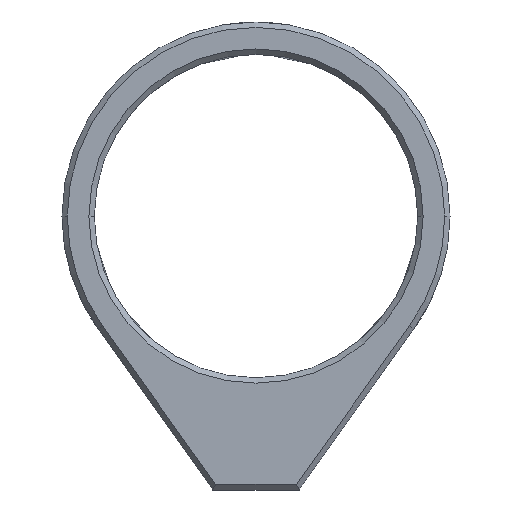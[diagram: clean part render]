
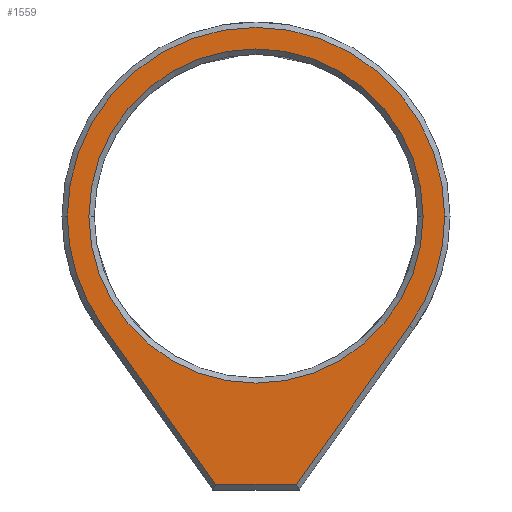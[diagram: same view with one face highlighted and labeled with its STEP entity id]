
A CAD part, top view. The second image highlights one B-rep face of the part: STEP entity #1559.
In plain terms, the highlighted planar face has unit normal (0, 0, 1).
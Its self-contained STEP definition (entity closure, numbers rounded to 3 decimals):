
#81 = PLANE ( 'NONE',  #1550 ) ;
#82 = DIRECTION ( 'NONE',  ( 1., 0., 0. ) ) ;
#91 = CARTESIAN_POINT ( 'NONE',  ( 0., 0., 0. ) ) ;
#98 = VERTEX_POINT ( 'NONE', #608 ) ;
#134 = CARTESIAN_POINT ( 'NONE',  ( 15.5, 0., 0. ) ) ;
#155 = VERTEX_POINT ( 'NONE', #288 ) ;
#161 = ORIENTED_EDGE ( 'NONE', *, *, #2463, .T. ) ;
#254 = VERTEX_POINT ( 'NONE', #134 ) ;
#260 = DIRECTION ( 'NONE',  ( 1., 0., 0. ) ) ;
#270 = VECTOR ( 'NONE', #545, 1000. ) ;
#272 = CARTESIAN_POINT ( 'NONE',  ( 0., 0., 0. ) ) ;
#288 = CARTESIAN_POINT ( 'NONE',  ( -3.742, -24.9, 0. ) ) ;
#358 = ORIENTED_EDGE ( 'NONE', *, *, #1800, .T. ) ;
#364 = DIRECTION ( 'NONE',  ( 0., 0., -1. ) ) ;
#410 = AXIS2_PLACEMENT_3D ( 'NONE', #1414, #842, #2437 ) ;
#417 = FACE_OUTER_BOUND ( 'NONE', #2005, .T. ) ;
#432 = DIRECTION ( 'NONE',  ( 1., 0., 0. ) ) ;
#449 = DIRECTION ( 'NONE',  ( 0., 0., 1. ) ) ;
#450 = AXIS2_PLACEMENT_3D ( 'NONE', #590, #364, #1173 ) ;
#467 = VERTEX_POINT ( 'NONE', #2458 ) ;
#476 = ORIENTED_EDGE ( 'NONE', *, *, #1558, .T. ) ;
#488 = AXIS2_PLACEMENT_3D ( 'NONE', #1249, #1024, #82 ) ;
#513 = CARTESIAN_POINT ( 'NONE',  ( 3.742, -24.9, 0. ) ) ;
#545 = DIRECTION ( 'NONE',  ( 0.58, 0.814, 0. ) ) ;
#574 = VERTEX_POINT ( 'NONE', #1463 ) ;
#590 = CARTESIAN_POINT ( 'NONE',  ( 0., 0., 0. ) ) ;
#608 = CARTESIAN_POINT ( 'NONE',  ( -15.5, 0., 0. ) ) ;
#642 = AXIS2_PLACEMENT_3D ( 'NONE', #272, #449, #1021 ) ;
#650 = DIRECTION ( 'NONE',  ( 0., 0., -1. ) ) ;
#757 = DIRECTION ( 'NONE',  ( 1., 0., 0. ) ) ;
#765 = EDGE_CURVE ( 'NONE', #1284, #467, #1728, .T. ) ;
#842 = DIRECTION ( 'NONE',  ( 0., 0., 1. ) ) ;
#851 = EDGE_CURVE ( 'NONE', #1857, #155, #2021, .T. ) ;
#869 = CIRCLE ( 'NONE', #450, 15.5 ) ;
#885 = CARTESIAN_POINT ( 'NONE',  ( -14.251, -10.157, 0. ) ) ;
#975 = ORIENTED_EDGE ( 'NONE', *, *, #1209, .T. ) ;
#1021 = DIRECTION ( 'NONE',  ( 1., 0., 0. ) ) ;
#1024 = DIRECTION ( 'NONE',  ( 0., 0., 1. ) ) ;
#1042 = EDGE_CURVE ( 'NONE', #155, #2292, #2015, .T. ) ;
#1086 = DIRECTION ( 'NONE',  ( 0.58, -0.814, 0. ) ) ;
#1107 = CARTESIAN_POINT ( 'NONE',  ( 17.5, 0., 0. ) ) ;
#1173 = DIRECTION ( 'NONE',  ( 1., 0., 0. ) ) ;
#1174 = CARTESIAN_POINT ( 'NONE',  ( 0., -24.9, 0. ) ) ;
#1209 = EDGE_CURVE ( 'NONE', #467, #1857, #2059, .T. ) ;
#1249 = CARTESIAN_POINT ( 'NONE',  ( 0., 0., 0. ) ) ;
#1259 = DIRECTION ( 'NONE',  ( 0., 0., 1. ) ) ;
#1284 = VERTEX_POINT ( 'NONE', #1107 ) ;
#1326 = VECTOR ( 'NONE', #757, 1000. ) ;
#1335 = EDGE_CURVE ( 'NONE', #2292, #574, #1544, .T. ) ;
#1399 = AXIS2_PLACEMENT_3D ( 'NONE', #91, #650, #432 ) ;
#1414 = CARTESIAN_POINT ( 'NONE',  ( 0., 0., 0. ) ) ;
#1451 = EDGE_LOOP ( 'NONE', ( #161, #476 ) ) ;
#1461 = CARTESIAN_POINT ( 'NONE',  ( -3.593, -25.11, 0. ) ) ;
#1463 = CARTESIAN_POINT ( 'NONE',  ( 14.251, -10.157, 0. ) ) ;
#1534 = VECTOR ( 'NONE', #1086, 1000. ) ;
#1544 = LINE ( 'NONE', #1873, #270 ) ;
#1550 = AXIS2_PLACEMENT_3D ( 'NONE', #2396, #1259, #260 ) ;
#1558 = EDGE_CURVE ( 'NONE', #98, #254, #1761, .T. ) ;
#1559 = ADVANCED_FACE ( 'NONE', ( #417, #1725 ), #81, .T. ) ;
#1725 = FACE_BOUND ( 'NONE', #1451, .T. ) ;
#1728 = CIRCLE ( 'NONE', #488, 17.5 ) ;
#1761 = CIRCLE ( 'NONE', #1399, 15.5 ) ;
#1800 = EDGE_CURVE ( 'NONE', #574, #1284, #2453, .T. ) ;
#1857 = VERTEX_POINT ( 'NONE', #885 ) ;
#1873 = CARTESIAN_POINT ( 'NONE',  ( 14.251, -10.157, 0. ) ) ;
#1970 = ORIENTED_EDGE ( 'NONE', *, *, #1335, .T. ) ;
#2005 = EDGE_LOOP ( 'NONE', ( #2199, #2130, #1970, #358, #2103, #975 ) ) ;
#2015 = LINE ( 'NONE', #1174, #1326 ) ;
#2021 = LINE ( 'NONE', #1461, #1534 ) ;
#2059 = CIRCLE ( 'NONE', #410, 17.5 ) ;
#2103 = ORIENTED_EDGE ( 'NONE', *, *, #765, .T. ) ;
#2130 = ORIENTED_EDGE ( 'NONE', *, *, #1042, .T. ) ;
#2199 = ORIENTED_EDGE ( 'NONE', *, *, #851, .T. ) ;
#2292 = VERTEX_POINT ( 'NONE', #513 ) ;
#2396 = CARTESIAN_POINT ( 'NONE',  ( 0., 0., 0. ) ) ;
#2437 = DIRECTION ( 'NONE',  ( 1., 0., 0. ) ) ;
#2453 = CIRCLE ( 'NONE', #642, 17.5 ) ;
#2458 = CARTESIAN_POINT ( 'NONE',  ( -17.5, 0., 0. ) ) ;
#2463 = EDGE_CURVE ( 'NONE', #254, #98, #869, .T. ) ;
